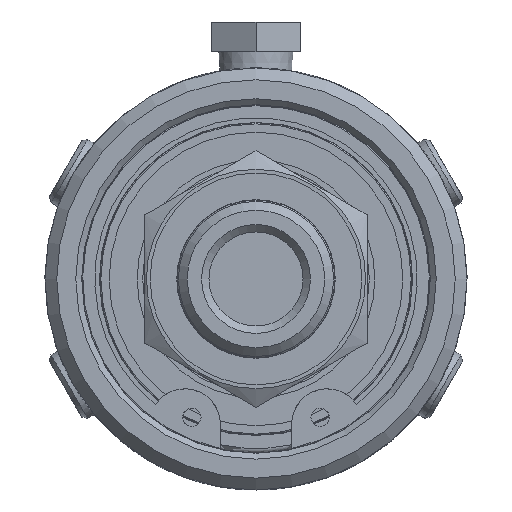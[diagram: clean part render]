
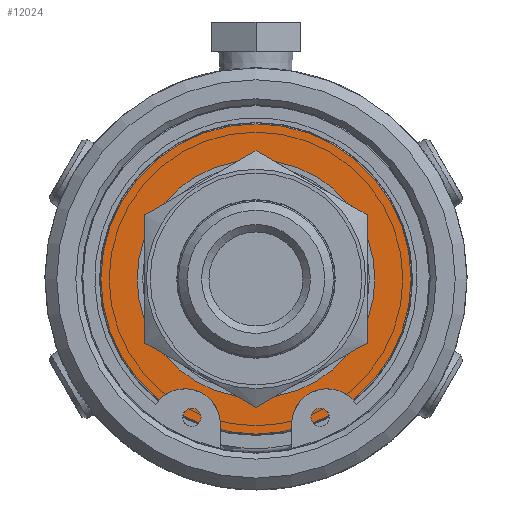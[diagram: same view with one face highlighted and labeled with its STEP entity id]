
A CAD part, left-side view. The second image highlights one B-rep face of the part: STEP entity #12024.
In plain terms, the highlighted planar face has unit normal (-1, 0, 0).
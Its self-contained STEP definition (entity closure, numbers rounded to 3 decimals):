
#522=FACE_BOUND('',#2014,.T.);
#1276=FACE_OUTER_BOUND('',#2013,.T.);
#2013=EDGE_LOOP('',(#8753,#8754));
#2014=EDGE_LOOP('',(#8755,#8756));
#2811=CIRCLE('',#12944,20.95);
#2812=CIRCLE('',#12945,20.95);
#2814=CIRCLE('',#12948,16.05);
#2815=CIRCLE('',#12949,16.05);
#5197=VERTEX_POINT('',#18706);
#5198=VERTEX_POINT('',#18708);
#5199=VERTEX_POINT('',#18713);
#5200=VERTEX_POINT('',#18714);
#6548=EDGE_CURVE('',#5197,#5198,#2811,.T.);
#6549=EDGE_CURVE('',#5198,#5197,#2812,.T.);
#6551=EDGE_CURVE('',#5199,#5200,#2814,.T.);
#6552=EDGE_CURVE('',#5200,#5199,#2815,.T.);
#8753=ORIENTED_EDGE('',*,*,#6549,.F.);
#8754=ORIENTED_EDGE('',*,*,#6548,.F.);
#8755=ORIENTED_EDGE('',*,*,#6551,.T.);
#8756=ORIENTED_EDGE('',*,*,#6552,.T.);
#11699=PLANE('',#12947);
#12024=ADVANCED_FACE('',(#1276,#522),#11699,.T.);
#12944=AXIS2_PLACEMENT_3D('',#18709,#14524,#14525);
#12945=AXIS2_PLACEMENT_3D('',#18710,#14526,#14527);
#12947=AXIS2_PLACEMENT_3D('',#18712,#14530,#14531);
#12948=AXIS2_PLACEMENT_3D('',#18715,#14532,#14533);
#12949=AXIS2_PLACEMENT_3D('',#18716,#14534,#14535);
#14524=DIRECTION('center_axis',(1.,0.,0.));
#14525=DIRECTION('ref_axis',(0.,0.,-1.));
#14526=DIRECTION('center_axis',(1.,0.,0.));
#14527=DIRECTION('ref_axis',(0.,0.,-1.));
#14530=DIRECTION('center_axis',(-1.,0.,0.));
#14531=DIRECTION('ref_axis',(0.,0.,1.));
#14532=DIRECTION('center_axis',(1.,0.,0.));
#14533=DIRECTION('ref_axis',(0.,0.,-1.));
#14534=DIRECTION('center_axis',(1.,0.,0.));
#14535=DIRECTION('ref_axis',(0.,0.,-1.));
#18706=CARTESIAN_POINT('',(38.085,0.,20.95));
#18708=CARTESIAN_POINT('',(38.085,0.,-20.95));
#18709=CARTESIAN_POINT('Origin',(38.085,0.,0.));
#18710=CARTESIAN_POINT('Origin',(38.085,0.,0.));
#18712=CARTESIAN_POINT('Origin',(38.085,0.,-18.5));
#18713=CARTESIAN_POINT('',(38.085,0.,-16.05));
#18714=CARTESIAN_POINT('',(38.085,0.,16.05));
#18715=CARTESIAN_POINT('Origin',(38.085,0.,0.));
#18716=CARTESIAN_POINT('Origin',(38.085,0.,0.));
